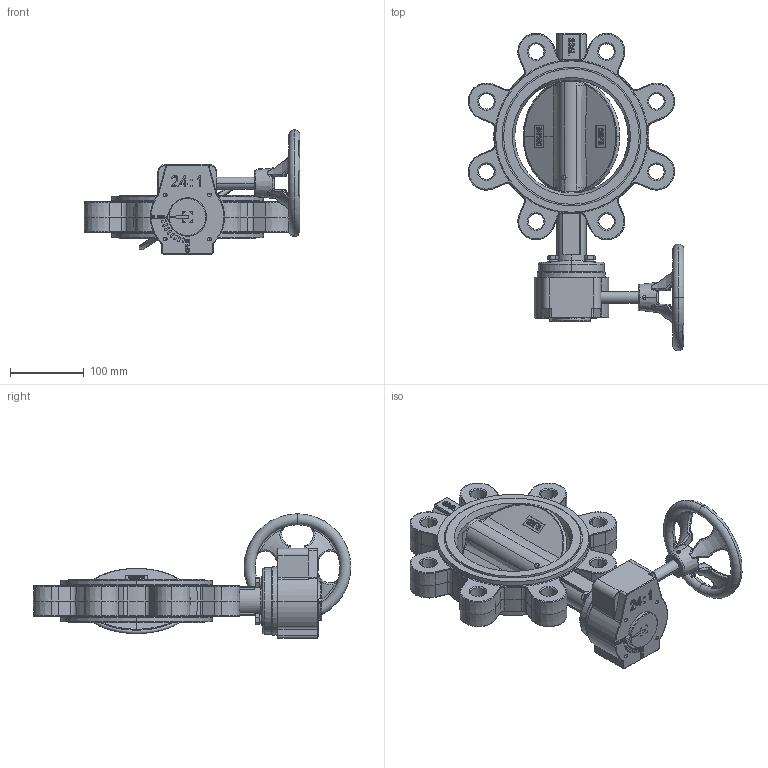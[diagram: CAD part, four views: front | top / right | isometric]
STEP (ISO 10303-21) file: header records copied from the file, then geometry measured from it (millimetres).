
FILE_DESCRIPTION (( 'STEP AP203' ), '1' );
FILE_NAME ('L9 DN150 + RM PN25.STEP', '2023-11-21T07:35:50', ( '' ), ( '' ), 'SwSTEP 2.0', 'SolidWorks 2023', '' );
FILE_SCHEMA (( 'CONFIG_CONTROL_DESIGN' ));
Length unit declared in the file: millimetre
Products named in the file (1): L9 DN150 + RM PN25
Bounding box: 293.48 x 431.78 x 169 mm (x, y, z)
Volume: 2703734.3 mm3; surface area: 319984.3 mm2
Topology: 1 solids, 11 shells, 1641 faces, 4090 edges, 2502 vertices
Faces by surface type: plane 607, bspline 312, cylinder 286, cone 210, torus 190, sphere 36
Entity records: 76904 total; most frequent: CARTESIAN_POINT 39956, ORIENTED_EDGE 8064, DIRECTION 7111, EDGE_CURVE 4032, AXIS2_PLACEMENT_3D 2635, VERTEX_POINT 2502, LINE 1841, VECTOR 1841
